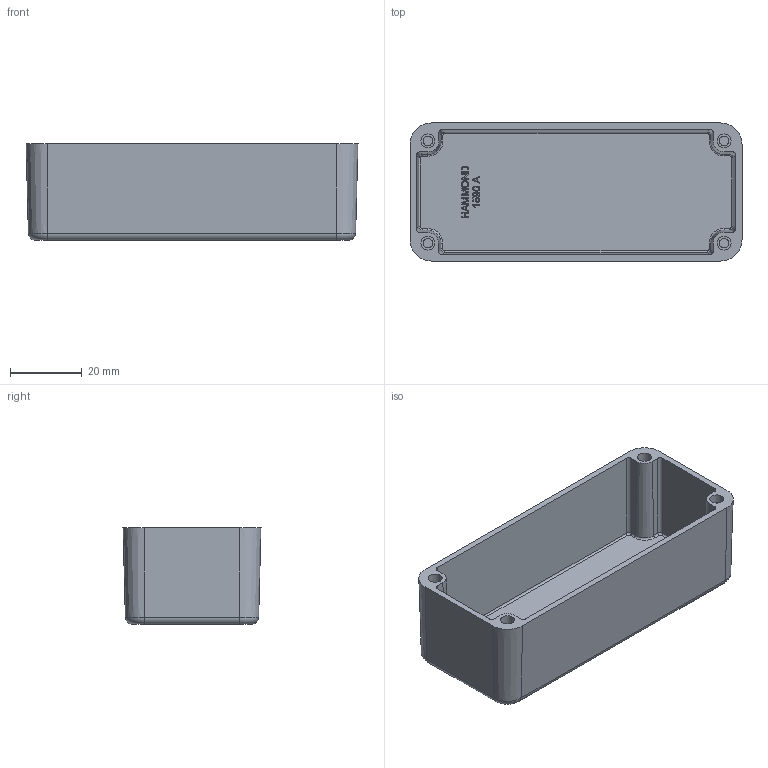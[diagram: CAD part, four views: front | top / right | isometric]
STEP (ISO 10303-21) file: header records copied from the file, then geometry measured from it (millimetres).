
FILE_DESCRIPTION(('FreeCAD Model'),'2;1');
FILE_NAME('_590A_sp.step','2019-02-08T13:49:33',( 'kicad StepUp'),('ksu MCAD'),'Open CASCADE STEP processor 7.2', 'FreeCAD','Unknown');
FILE_SCHEMA(('AUTOMOTIVE_DESIGN { 1 0 10303 214 1 1 1 1 }'));
Length unit declared in the file: millimetre
Products named in the file (1): _590A_sp
Bounding box: 92.6 x 38.5 x 27 mm (x, y, z)
Volume: 19136.7 mm3; surface area: 19734.5 mm2
Topology: 1 solids, 1 shells, 248 faces, 629 edges, 410 vertices
Faces by surface type: plane 134, bspline 66, cylinder 32, torus 8, cone 8
Full cylindrical faces by diameter (mm): 2.642 x4, 3.9 x4
Entity records: 8048 total; most frequent: CARTESIAN_POINT 2392, ORIENTED_EDGE 1258, DIRECTION 971, EDGE_CURVE 629, VERTEX_POINT 410, LINE 405, VECTOR 405, AXIS2_PLACEMENT_3D 283
